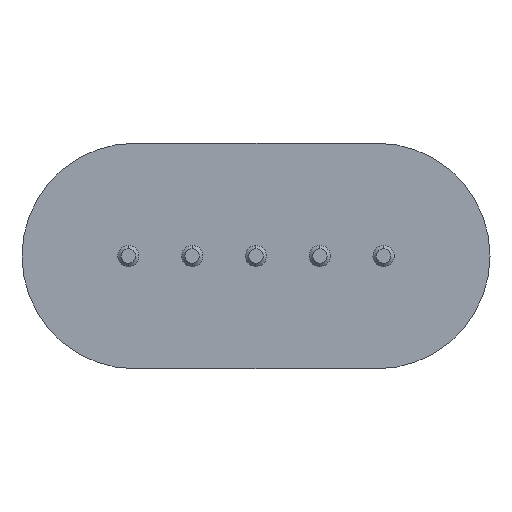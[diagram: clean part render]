
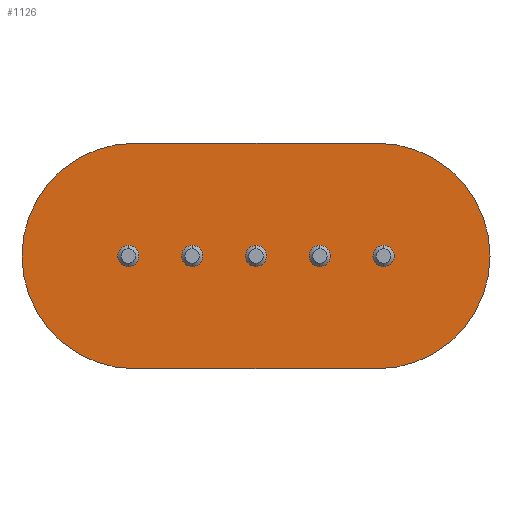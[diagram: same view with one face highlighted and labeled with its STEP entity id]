
A CAD part, front view. The second image highlights one B-rep face of the part: STEP entity #1126.
In plain terms, the highlighted planar face has unit normal (0, -1, 0).
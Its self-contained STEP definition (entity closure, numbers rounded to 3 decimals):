
#9 = VERTEX_POINT ( 'NONE', #1993 ) ;
#30 = DIRECTION ( 'NONE',  ( 0., -1., 0. ) ) ;
#33 = DIRECTION ( 'NONE',  ( 0., -1., 0. ) ) ;
#39 = EDGE_CURVE ( 'NONE', #460, #1479, #2249, .T. ) ;
#52 = VERTEX_POINT ( 'NONE', #1773 ) ;
#58 = EDGE_LOOP ( 'NONE', ( #379, #2360 ) ) ;
#65 = ORIENTED_EDGE ( 'NONE', *, *, #1787, .T. ) ;
#69 = EDGE_CURVE ( 'NONE', #2419, #580, #1592, .T. ) ;
#107 = DIRECTION ( 'NONE',  ( 0., 0., 1. ) ) ;
#120 = AXIS2_PLACEMENT_3D ( 'NONE', #1369, #228, #1743 ) ;
#183 = ORIENTED_EDGE ( 'NONE', *, *, #777, .T. ) ;
#184 = DIRECTION ( 'NONE',  ( 0., 1., 0. ) ) ;
#187 = VERTEX_POINT ( 'NONE', #1310 ) ;
#208 = DIRECTION ( 'NONE',  ( 0., 0., 1. ) ) ;
#228 = DIRECTION ( 'NONE',  ( 0., 1., 0. ) ) ;
#230 = DIRECTION ( 'NONE',  ( 0., 0., 1. ) ) ;
#239 = AXIS2_PLACEMENT_3D ( 'NONE', #1214, #1782, #472 ) ;
#248 = AXIS2_PLACEMENT_3D ( 'NONE', #491, #1977, #2187 ) ;
#268 = CARTESIAN_POINT ( 'NONE',  ( 4.447, 0., 3.78 ) ) ;
#270 = CIRCLE ( 'NONE', #438, 0.25 ) ;
#303 = CARTESIAN_POINT ( 'NONE',  ( 4.597, 0., 1.13 ) ) ;
#322 = ORIENTED_EDGE ( 'NONE', *, *, #544, .T. ) ;
#331 = EDGE_CURVE ( 'NONE', #187, #2207, #1447, .T. ) ;
#355 = CARTESIAN_POINT ( 'NONE',  ( 0.097, 0., 1.13 ) ) ;
#379 = ORIENTED_EDGE ( 'NONE', *, *, #69, .T. ) ;
#383 = AXIS2_PLACEMENT_3D ( 'NONE', #1961, #640, #1605 ) ;
#394 = FACE_OUTER_BOUND ( 'NONE', #2456, .T. ) ;
#414 = AXIS2_PLACEMENT_3D ( 'NONE', #355, #508, #107 ) ;
#438 = AXIS2_PLACEMENT_3D ( 'NONE', #1709, #1138, #1344 ) ;
#460 = VERTEX_POINT ( 'NONE', #2070 ) ;
#472 = DIRECTION ( 'NONE',  ( 0., 0., 1. ) ) ;
#491 = CARTESIAN_POINT ( 'NONE',  ( -1.403, 0., 1.13 ) ) ;
#492 = EDGE_CURVE ( 'NONE', #496, #1479, #2251, .T. ) ;
#495 = VECTOR ( 'NONE', #2284, 1000. ) ;
#496 = VERTEX_POINT ( 'NONE', #1686 ) ;
#508 = DIRECTION ( 'NONE',  ( 0., 1., 0. ) ) ;
#544 = EDGE_CURVE ( 'NONE', #2154, #1153, #647, .T. ) ;
#548 = VECTOR ( 'NONE', #1833, 1000. ) ;
#572 = DIRECTION ( 'NONE',  ( 0., 1., 0. ) ) ;
#580 = VERTEX_POINT ( 'NONE', #2040 ) ;
#585 = EDGE_CURVE ( 'NONE', #862, #52, #1683, .T. ) ;
#602 = CARTESIAN_POINT ( 'NONE',  ( 3.097, 0., 1.38 ) ) ;
#623 = FACE_BOUND ( 'NONE', #2138, .T. ) ;
#640 = DIRECTION ( 'NONE',  ( 0., 1., 0. ) ) ;
#647 = CIRCLE ( 'NONE', #806, 0.25 ) ;
#685 = AXIS2_PLACEMENT_3D ( 'NONE', #1219, #1258, #1611 ) ;
#702 = AXIS2_PLACEMENT_3D ( 'NONE', #303, #1630, #1847 ) ;
#752 = CIRCLE ( 'NONE', #1342, 2.65 ) ;
#759 = EDGE_CURVE ( 'NONE', #1746, #2268, #270, .T. ) ;
#766 = ORIENTED_EDGE ( 'NONE', *, *, #1391, .T. ) ;
#777 = EDGE_CURVE ( 'NONE', #496, #9, #752, .T. ) ;
#783 = ORIENTED_EDGE ( 'NONE', *, *, #331, .T. ) ;
#790 = AXIS2_PLACEMENT_3D ( 'NONE', #2240, #1638, #1267 ) ;
#797 = CARTESIAN_POINT ( 'NONE',  ( 4.597, 0., 0.88 ) ) ;
#806 = AXIS2_PLACEMENT_3D ( 'NONE', #936, #572, #1700 ) ;
#814 = FACE_BOUND ( 'NONE', #1257, .T. ) ;
#825 = EDGE_CURVE ( 'NONE', #1153, #2154, #2379, .T. ) ;
#835 = CARTESIAN_POINT ( 'NONE',  ( 0.097, 0., 1.38 ) ) ;
#836 = CARTESIAN_POINT ( 'NONE',  ( 1.597, 0., 0.88 ) ) ;
#860 = CIRCLE ( 'NONE', #383, 0.25 ) ;
#862 = VERTEX_POINT ( 'NONE', #835 ) ;
#871 = AXIS2_PLACEMENT_3D ( 'NONE', #1510, #1745, #230 ) ;
#933 = ORIENTED_EDGE ( 'NONE', *, *, #39, .T. ) ;
#936 = CARTESIAN_POINT ( 'NONE',  ( 1.597, 0., 1.13 ) ) ;
#987 = CIRCLE ( 'NONE', #871, 0.25 ) ;
#999 = FACE_BOUND ( 'NONE', #1521, .T. ) ;
#1060 = EDGE_CURVE ( 'NONE', #2268, #1746, #1072, .T. ) ;
#1072 = CIRCLE ( 'NONE', #2339, 0.25 ) ;
#1126 = ADVANCED_FACE ( 'NONE', ( #1155, #999, #2139, #623, #814, #394 ), #1748, .F. ) ;
#1130 = VERTEX_POINT ( 'NONE', #2399 ) ;
#1138 = DIRECTION ( 'NONE',  ( 0., 1., 0. ) ) ;
#1153 = VERTEX_POINT ( 'NONE', #1622 ) ;
#1155 = FACE_BOUND ( 'NONE', #58, .T. ) ;
#1159 = AXIS2_PLACEMENT_3D ( 'NONE', #1176, #184, #1340 ) ;
#1176 = CARTESIAN_POINT ( 'NONE',  ( 4.597, 0., 1.13 ) ) ;
#1177 = CIRCLE ( 'NONE', #702, 0.25 ) ;
#1204 = CARTESIAN_POINT ( 'NONE',  ( -1.403, 0., 0.88 ) ) ;
#1214 = CARTESIAN_POINT ( 'NONE',  ( 0., 0., 0. ) ) ;
#1219 = CARTESIAN_POINT ( 'NONE',  ( -1.253, 0., 1.13 ) ) ;
#1257 = EDGE_LOOP ( 'NONE', ( #322, #2108 ) ) ;
#1258 = DIRECTION ( 'NONE',  ( 0., -1., 0. ) ) ;
#1267 = DIRECTION ( 'NONE',  ( 0., 0., 1. ) ) ;
#1270 = CIRCLE ( 'NONE', #790, 2.65 ) ;
#1286 = EDGE_LOOP ( 'NONE', ( #766, #783 ) ) ;
#1288 = ORIENTED_EDGE ( 'NONE', *, *, #2454, .T. ) ;
#1291 = ORIENTED_EDGE ( 'NONE', *, *, #1355, .F. ) ;
#1310 = CARTESIAN_POINT ( 'NONE',  ( 4.597, 0., 1.38 ) ) ;
#1318 = DIRECTION ( 'NONE',  ( 0., 0., 1. ) ) ;
#1340 = DIRECTION ( 'NONE',  ( 0., 0., 1. ) ) ;
#1342 = AXIS2_PLACEMENT_3D ( 'NONE', #2453, #30, #208 ) ;
#1344 = DIRECTION ( 'NONE',  ( 0., 0., 1. ) ) ;
#1355 = EDGE_CURVE ( 'NONE', #1130, #1768, #1469, .T. ) ;
#1369 = CARTESIAN_POINT ( 'NONE',  ( 1.597, 0., 1.13 ) ) ;
#1391 = EDGE_CURVE ( 'NONE', #2207, #187, #1177, .T. ) ;
#1447 = CIRCLE ( 'NONE', #1159, 0.25 ) ;
#1469 = LINE ( 'NONE', #1816, #548 ) ;
#1479 = VERTEX_POINT ( 'NONE', #1482 ) ;
#1482 = CARTESIAN_POINT ( 'NONE',  ( -1.253, 0., -1.52 ) ) ;
#1490 = DIRECTION ( 'NONE',  ( 0., 1., 0. ) ) ;
#1498 = CARTESIAN_POINT ( 'NONE',  ( -1.253, 0., 1.13 ) ) ;
#1510 = CARTESIAN_POINT ( 'NONE',  ( -1.403, 0., 1.13 ) ) ;
#1521 = EDGE_LOOP ( 'NONE', ( #65, #1542 ) ) ;
#1542 = ORIENTED_EDGE ( 'NONE', *, *, #585, .T. ) ;
#1562 = CARTESIAN_POINT ( 'NONE',  ( 3.097, 0., 0.88 ) ) ;
#1592 = CIRCLE ( 'NONE', #248, 0.25 ) ;
#1605 = DIRECTION ( 'NONE',  ( 0., 0., 1. ) ) ;
#1611 = DIRECTION ( 'NONE',  ( 0., 0., 1. ) ) ;
#1622 = CARTESIAN_POINT ( 'NONE',  ( 1.597, 0., 1.38 ) ) ;
#1626 = AXIS2_PLACEMENT_3D ( 'NONE', #1498, #33, #1710 ) ;
#1630 = DIRECTION ( 'NONE',  ( 0., 1., 0. ) ) ;
#1638 = DIRECTION ( 'NONE',  ( 0., -1., 0. ) ) ;
#1683 = CIRCLE ( 'NONE', #414, 0.25 ) ;
#1686 = CARTESIAN_POINT ( 'NONE',  ( 4.447, 0., -1.52 ) ) ;
#1700 = DIRECTION ( 'NONE',  ( 0., 0., 1. ) ) ;
#1709 = CARTESIAN_POINT ( 'NONE',  ( 3.097, 0., 1.13 ) ) ;
#1710 = DIRECTION ( 'NONE',  ( 0., 0., 1. ) ) ;
#1743 = DIRECTION ( 'NONE',  ( 0., 0., 1. ) ) ;
#1745 = DIRECTION ( 'NONE',  ( 0., 1., 0. ) ) ;
#1746 = VERTEX_POINT ( 'NONE', #602 ) ;
#1748 = PLANE ( 'NONE',  #239 ) ;
#1768 = VERTEX_POINT ( 'NONE', #268 ) ;
#1773 = CARTESIAN_POINT ( 'NONE',  ( 0.097, 0., 0.88 ) ) ;
#1782 = DIRECTION ( 'NONE',  ( 0., 1., 0. ) ) ;
#1787 = EDGE_CURVE ( 'NONE', #52, #862, #860, .T. ) ;
#1816 = CARTESIAN_POINT ( 'NONE',  ( -3.903, 0., 3.78 ) ) ;
#1833 = DIRECTION ( 'NONE',  ( 1., 0., 0. ) ) ;
#1847 = DIRECTION ( 'NONE',  ( 0., 0., 1. ) ) ;
#1902 = CARTESIAN_POINT ( 'NONE',  ( 3.097, 0., 1.13 ) ) ;
#1912 = ORIENTED_EDGE ( 'NONE', *, *, #492, .F. ) ;
#1961 = CARTESIAN_POINT ( 'NONE',  ( 0.097, 0., 1.13 ) ) ;
#1977 = DIRECTION ( 'NONE',  ( 0., 1., 0. ) ) ;
#1993 = CARTESIAN_POINT ( 'NONE',  ( 7.097, 0., 1.13 ) ) ;
#1998 = ORIENTED_EDGE ( 'NONE', *, *, #1060, .T. ) ;
#2038 = EDGE_CURVE ( 'NONE', #580, #2419, #987, .T. ) ;
#2040 = CARTESIAN_POINT ( 'NONE',  ( -1.403, 0., 1.38 ) ) ;
#2055 = EDGE_CURVE ( 'NONE', #1130, #460, #2081, .T. ) ;
#2070 = CARTESIAN_POINT ( 'NONE',  ( -3.903, 0., 1.13 ) ) ;
#2081 = CIRCLE ( 'NONE', #1626, 2.65 ) ;
#2108 = ORIENTED_EDGE ( 'NONE', *, *, #825, .T. ) ;
#2138 = EDGE_LOOP ( 'NONE', ( #1998, #2178 ) ) ;
#2139 = FACE_BOUND ( 'NONE', #1286, .T. ) ;
#2154 = VERTEX_POINT ( 'NONE', #836 ) ;
#2178 = ORIENTED_EDGE ( 'NONE', *, *, #759, .T. ) ;
#2187 = DIRECTION ( 'NONE',  ( 0., 0., 1. ) ) ;
#2207 = VERTEX_POINT ( 'NONE', #797 ) ;
#2240 = CARTESIAN_POINT ( 'NONE',  ( 4.447, 0., 1.13 ) ) ;
#2249 = CIRCLE ( 'NONE', #685, 2.65 ) ;
#2251 = LINE ( 'NONE', #2447, #495 ) ;
#2268 = VERTEX_POINT ( 'NONE', #1562 ) ;
#2284 = DIRECTION ( 'NONE',  ( -1., 0., 0. ) ) ;
#2339 = AXIS2_PLACEMENT_3D ( 'NONE', #1902, #1490, #1318 ) ;
#2360 = ORIENTED_EDGE ( 'NONE', *, *, #2038, .T. ) ;
#2379 = CIRCLE ( 'NONE', #120, 0.25 ) ;
#2399 = CARTESIAN_POINT ( 'NONE',  ( -1.253, 0., 3.78 ) ) ;
#2419 = VERTEX_POINT ( 'NONE', #1204 ) ;
#2438 = ORIENTED_EDGE ( 'NONE', *, *, #2055, .T. ) ;
#2447 = CARTESIAN_POINT ( 'NONE',  ( -3.903, 0., -1.52 ) ) ;
#2453 = CARTESIAN_POINT ( 'NONE',  ( 4.447, 0., 1.13 ) ) ;
#2454 = EDGE_CURVE ( 'NONE', #9, #1768, #1270, .T. ) ;
#2456 = EDGE_LOOP ( 'NONE', ( #2438, #933, #1912, #183, #1288, #1291 ) ) ;
